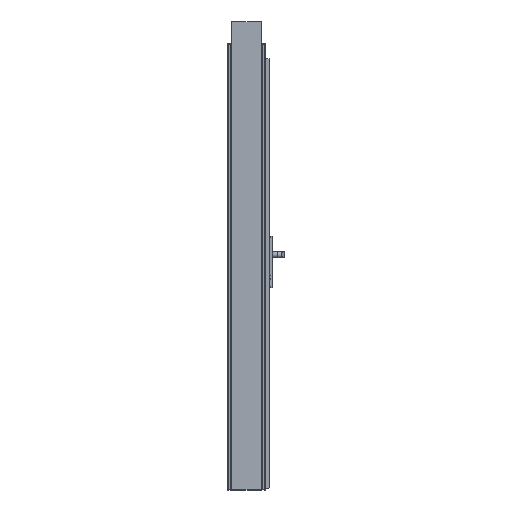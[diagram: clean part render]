
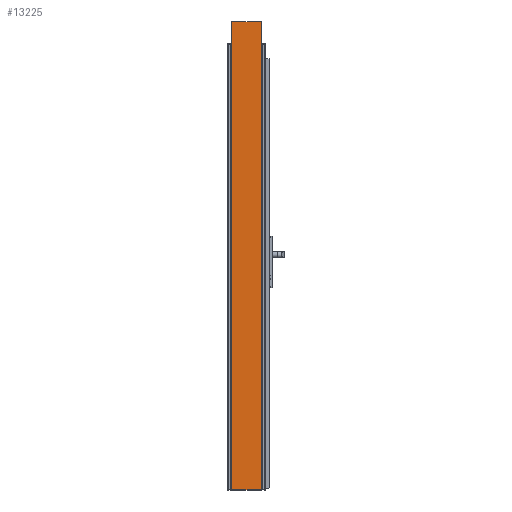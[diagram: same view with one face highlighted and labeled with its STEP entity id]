
A CAD part, left-side view. The second image highlights one B-rep face of the part: STEP entity #13225.
In plain terms, the highlighted planar face has unit normal (-1, 0, 0).
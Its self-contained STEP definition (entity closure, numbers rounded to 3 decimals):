
#13225=ADVANCED_FACE('',(#24550),#20055,.T.);
#20055=PLANE('',#117471);
#24550=FACE_OUTER_BOUND('',#30165,.T.);
#30165=EDGE_LOOP('',(#38451,#38452,#38453,#38454));
#38451=ORIENTED_EDGE('',*,*,#80080,.T.);
#38452=ORIENTED_EDGE('',*,*,#80079,.T.);
#38453=ORIENTED_EDGE('',*,*,#80081,.F.);
#38454=ORIENTED_EDGE('',*,*,#80059,.T.);
#69473=VERTEX_POINT('',#155168);
#69475=VERTEX_POINT('',#155171);
#69487=VERTEX_POINT('',#155207);
#69488=VERTEX_POINT('',#155209);
#80059=EDGE_CURVE('',#69475,#69473,#95584,.T.);
#80079=EDGE_CURVE('',#69487,#69488,#95604,.T.);
#80080=EDGE_CURVE('',#69473,#69487,#95605,.T.);
#80081=EDGE_CURVE('',#69475,#69488,#95606,.T.);
#95584=LINE('',#155170,#106524);
#95604=LINE('',#155210,#106544);
#95605=LINE('',#155212,#106545);
#95606=LINE('',#155213,#106546);
#106524=VECTOR('',#126387,1.);
#106544=VECTOR('',#126419,1.);
#106545=VECTOR('',#126422,1.);
#106546=VECTOR('',#126423,1.);
#117471=AXIS2_PLACEMENT_3D('',#155214,#126424,#126425);
#126387=DIRECTION('',(0.,-1.,0.));
#126419=DIRECTION('',(0.,1.,0.));
#126422=DIRECTION('',(0.,0.,1.));
#126423=DIRECTION('',(0.,0.,1.));
#126424=DIRECTION('',(-1.,0.,0.));
#126425=DIRECTION('',(0.,0.,1.));
#155168=CARTESIAN_POINT('',(-490.,-6.2,-7.5));
#155170=CARTESIAN_POINT('',(-490.,133.2,-7.5));
#155171=CARTESIAN_POINT('',(-490.,133.2,-7.5));
#155207=CARTESIAN_POINT('',(-490.,-6.2,2202.5));
#155209=CARTESIAN_POINT('',(-490.,133.2,2202.5));
#155210=CARTESIAN_POINT('',(-490.,133.2,2202.5));
#155212=CARTESIAN_POINT('',(-490.,-6.2,2202.5));
#155213=CARTESIAN_POINT('',(-490.,133.2,2202.5));
#155214=CARTESIAN_POINT('',(-490.,133.2,2202.5));
